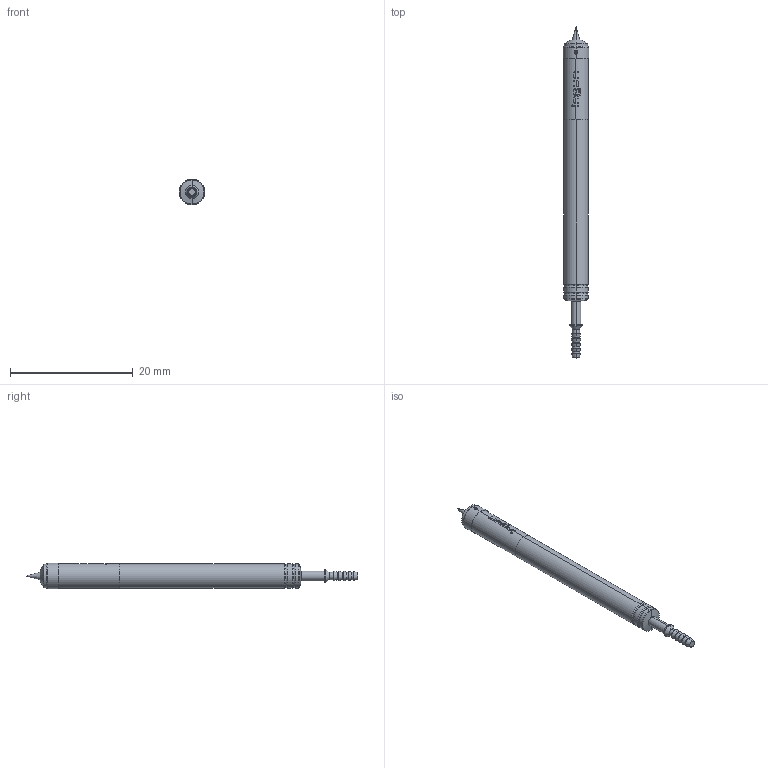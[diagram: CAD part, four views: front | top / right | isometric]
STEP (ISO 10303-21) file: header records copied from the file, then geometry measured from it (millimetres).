
FILE_DESCRIPTION (( 'STEP AP203' ), '1' );
FILE_NAME ('INGUN_PKS-399_201_150_R_xx02_1.STEP', '2022-02-28T06:39:31', ( 'ochi' ), ( '' ), 'SwSTEP 2.0', 'SolidWorks 2018', '' );
FILE_SCHEMA (( 'CONFIG_CONTROL_DESIGN' ));
Length unit declared in the file: millimetre
Products named in the file (1): INGUN_PKS-399_201_150_R_xx02_1
Bounding box: 4.2 x 54.2 x 4.2 mm (x, y, z)
Volume: 543.5 mm3; surface area: 605.4 mm2
Topology: 1 solids, 1 shells, 173 faces, 438 edges, 277 vertices
Faces by surface type: cylinder 61, plane 52, bspline 24, cone 20, torus 16
Entity records: 6607 total; most frequent: CARTESIAN_POINT 2851, ORIENTED_EDGE 872, DIRECTION 598, EDGE_CURVE 436, VERTEX_POINT 277, AXIS2_PLACEMENT_3D 258, B_SPLINE_CURVE_WITH_KNOTS 246, EDGE_LOOP 185
